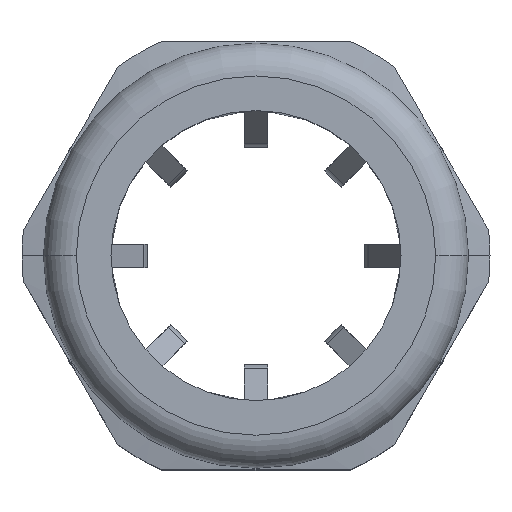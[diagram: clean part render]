
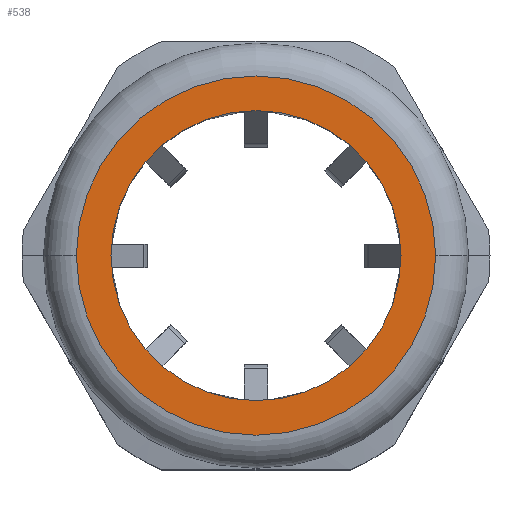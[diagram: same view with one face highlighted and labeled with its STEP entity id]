
A CAD part, top view. The second image highlights one B-rep face of the part: STEP entity #538.
In plain terms, the highlighted planar face has unit normal (0, 0, 1).
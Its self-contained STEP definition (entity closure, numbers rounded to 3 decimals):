
#25 = AXIS2_PLACEMENT_3D ( 'NONE', #2266, #2267, #2268 ) ;
#28 = AXIS2_PLACEMENT_3D ( 'NONE', #2507, #2511, #2512 ) ;
#33 = AXIS2_PLACEMENT_3D ( 'NONE', #2263, #2264, #2265 ) ;
#137 = CIRCLE ( 'NONE', #1227, 27.25 ) ;
#153 = EDGE_CURVE ( 'NONE', #2787, #2788, #257, .T. ) ;
#229 = CIRCLE ( 'NONE', #25, 27.25 ) ;
#230 = CIRCLE ( 'NONE', #33, 22. ) ;
#257 = CIRCLE ( 'NONE', #28, 22. ) ;
#345 = EDGE_CURVE ( 'NONE', #2788, #2787, #230, .T. ) ;
#346 = EDGE_CURVE ( 'NONE', #2777, #2766, #229, .T. ) ;
#538 = ADVANCED_FACE ( 'NONE', ( #1338, #1333 ), #1753, .T. ) ;
#579 = EDGE_CURVE ( 'NONE', #2766, #2777, #137, .T. ) ;
#911 = CARTESIAN_POINT ( 'NONE',  ( 0., 0., 45. ) ) ;
#912 = DIRECTION ( 'NONE',  ( 0., 0., 1. ) ) ;
#913 = DIRECTION ( 'NONE',  ( 1., 0., 0. ) ) ;
#1081 = CARTESIAN_POINT ( 'NONE',  ( -27.25, 0., 45. ) ) ;
#1092 = CARTESIAN_POINT ( 'NONE',  ( 27.25, 0., 45. ) ) ;
#1102 = CARTESIAN_POINT ( 'NONE',  ( 22., 0., 45. ) ) ;
#1103 = CARTESIAN_POINT ( 'NONE',  ( -22., 0., 45. ) ) ;
#1227 = AXIS2_PLACEMENT_3D ( 'NONE', #911, #912, #913 ) ;
#1331 = AXIS2_PLACEMENT_3D ( 'NONE', #1754, #1755, #1756 ) ;
#1333 = FACE_OUTER_BOUND ( 'NONE', #2808, .T. ) ;
#1338 = FACE_BOUND ( 'NONE', #2924, .T. ) ;
#1753 = PLANE ( 'NONE',  #1331 ) ;
#1754 = CARTESIAN_POINT ( 'NONE',  ( 0., 0., 45. ) ) ;
#1755 = DIRECTION ( 'NONE',  ( 0., 0., 1. ) ) ;
#1756 = DIRECTION ( 'NONE',  ( 1., 0., 0. ) ) ;
#2263 = CARTESIAN_POINT ( 'NONE',  ( 0., 0., 45. ) ) ;
#2264 = DIRECTION ( 'NONE',  ( 0., 0., 1. ) ) ;
#2265 = DIRECTION ( 'NONE',  ( 1., 0., 0. ) ) ;
#2266 = CARTESIAN_POINT ( 'NONE',  ( 0., 0., 45. ) ) ;
#2267 = DIRECTION ( 'NONE',  ( 0., 0., 1. ) ) ;
#2268 = DIRECTION ( 'NONE',  ( 1., 0., 0. ) ) ;
#2507 = CARTESIAN_POINT ( 'NONE',  ( 0., 0., 45. ) ) ;
#2511 = DIRECTION ( 'NONE',  ( 0., 0., 1. ) ) ;
#2512 = DIRECTION ( 'NONE',  ( 1., 0., 0. ) ) ;
#2766 = VERTEX_POINT ( 'NONE', #1081 ) ;
#2777 = VERTEX_POINT ( 'NONE', #1092 ) ;
#2787 = VERTEX_POINT ( 'NONE', #1102 ) ;
#2788 = VERTEX_POINT ( 'NONE', #1103 ) ;
#2808 = EDGE_LOOP ( 'NONE', ( #3426, #3397 ) ) ;
#2924 = EDGE_LOOP ( 'NONE', ( #3326, #3316 ) ) ;
#3316 = ORIENTED_EDGE ( 'NONE', *, *, #345, .F. ) ;
#3326 = ORIENTED_EDGE ( 'NONE', *, *, #153, .F. ) ;
#3397 = ORIENTED_EDGE ( 'NONE', *, *, #579, .T. ) ;
#3426 = ORIENTED_EDGE ( 'NONE', *, *, #346, .T. ) ;
